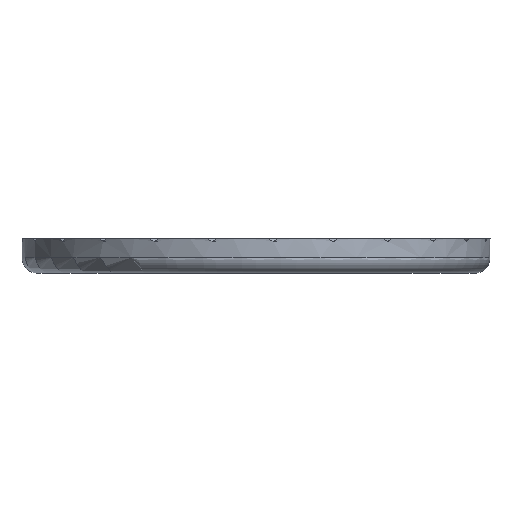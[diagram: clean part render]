
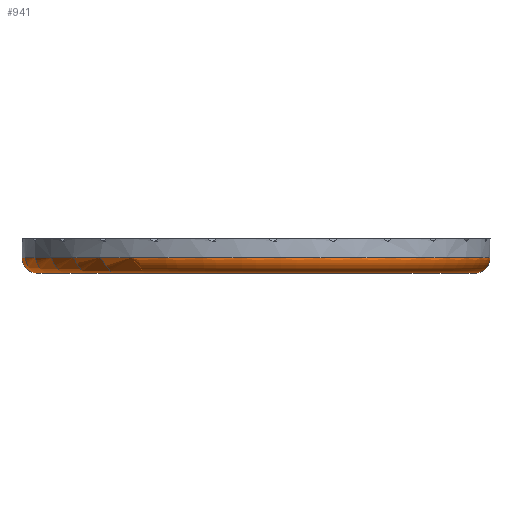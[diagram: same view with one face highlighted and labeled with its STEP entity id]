
A CAD part, front view. The second image highlights one B-rep face of the part: STEP entity #941.
In plain terms, the highlighted toroidal (fillet/blend) face has major radius 14 mm and minor radius 1 mm.
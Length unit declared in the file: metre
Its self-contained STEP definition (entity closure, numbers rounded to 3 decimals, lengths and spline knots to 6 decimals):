
#941=ADVANCED_FACE('',(#2396,#2397),#2398,.T.);
#2396=FACE_OUTER_BOUND('',#6020,.T.);
#2397=FACE_OUTER_BOUND('',#6021,.T.);
#2398=TOROIDAL_SURFACE('',#6022,0.014,0.001);
#6020=EDGE_LOOP('',(#14536));
#6021=EDGE_LOOP('',(#14537));
#6022=AXIS2_PLACEMENT_3D('',#14538,#14539,#14540);
#14536=ORIENTED_EDGE('',*,*,#19722,.F.);
#14537=ORIENTED_EDGE('',*,*,#19717,.F.);
#14538=CARTESIAN_POINT('',(0.0,0.0,-0.0012));
#14539=DIRECTION('',(0.0,0.0,-1.0));
#14540=DIRECTION('',(-1.0,0.0,0.0));
#19717=EDGE_CURVE('',#23216,#23216,#23217,.T.);
#19722=EDGE_CURVE('',#23223,#23223,#23224,.T.);
#23216=VERTEX_POINT('',#29141);
#23217=CIRCLE('',#29142,0.015);
#23223=VERTEX_POINT('',#29150);
#23224=CIRCLE('',#29151,0.014);
#29141=CARTESIAN_POINT('',(-0.015,0.0,-0.0012));
#29142=AXIS2_PLACEMENT_3D('',#33056,#33057,#33058);
#29150=CARTESIAN_POINT('',(-0.014,0.0,-0.0022));
#29151=AXIS2_PLACEMENT_3D('',#33060,#33061,#33062);
#33056=CARTESIAN_POINT('',(0.0,0.0,-0.0012));
#33057=DIRECTION('',(0.0,-0.0,1.0));
#33058=DIRECTION('',(-1.0,0.0,0.0));
#33060=CARTESIAN_POINT('',(0.0,0.0,-0.0022));
#33061=DIRECTION('',(0.0,0.0,-1.0));
#33062=DIRECTION('',(-1.0,0.0,0.0));
